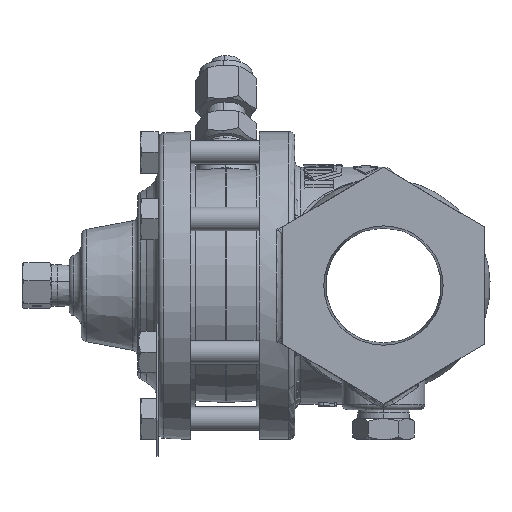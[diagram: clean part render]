
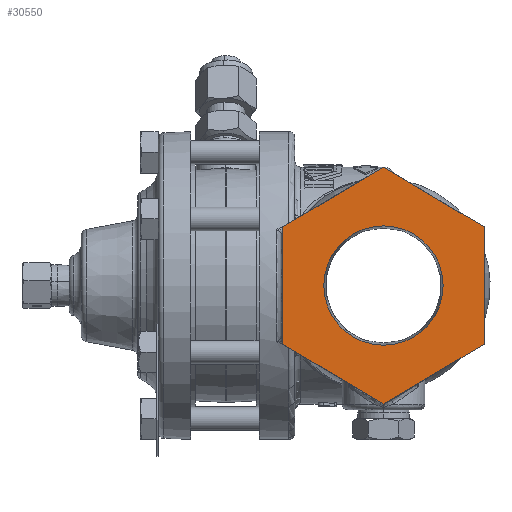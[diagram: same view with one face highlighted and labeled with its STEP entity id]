
A CAD part, left-side view. The second image highlights one B-rep face of the part: STEP entity #30550.
In plain terms, the highlighted planar face has unit normal (-1, 0, 0).
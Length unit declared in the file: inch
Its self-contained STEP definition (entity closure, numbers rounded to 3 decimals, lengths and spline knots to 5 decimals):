
#34 = CARTESIAN_POINT ( 'NONE',  ( -2.1875, 0., 1.25 ) ) ;
#88 = DIRECTION ( 'NONE',  ( 1., 0., 0. ) ) ;
#615 = EDGE_CURVE ( 'NONE', #28946, #11366, #28991, .T. ) ;
#904 = DIRECTION ( 'NONE',  ( 0., 0., 1. ) ) ;
#1090 = FACE_BOUND ( 'NONE', #2279, .T. ) ;
#1301 = DIRECTION ( 'NONE',  ( 0., 0., -1. ) ) ;
#2120 = CARTESIAN_POINT ( 'NONE',  ( -2.1875, -1.0625, -0.6181 ) ) ;
#2279 = EDGE_LOOP ( 'NONE', ( #20198, #28740 ) ) ;
#2748 = CARTESIAN_POINT ( 'NONE',  ( -2.1875, 1.0625, 0.6181 ) ) ;
#2855 = CARTESIAN_POINT ( 'NONE',  ( -2.1875, 0., -1.25 ) ) ;
#2962 = EDGE_CURVE ( 'NONE', #30907, #12440, #23889, .T. ) ;
#3265 = CARTESIAN_POINT ( 'NONE',  ( -2.1875, 0., 1.25 ) ) ;
#3308 = EDGE_CURVE ( 'NONE', #12440, #29117, #17467, .T. ) ;
#3415 = AXIS2_PLACEMENT_3D ( 'NONE', #30780, #15685, #904 ) ;
#3454 = EDGE_CURVE ( 'NONE', #15135, #30907, #9355, .T. ) ;
#3505 = EDGE_CURVE ( 'NONE', #18751, #15135, #27758, .T. ) ;
#4731 = DIRECTION ( 'NONE',  ( 0., -0.859, -0.511 ) ) ;
#4869 = CARTESIAN_POINT ( 'NONE',  ( -2.1875, -1.0625, 0.6181 ) ) ;
#5137 = AXIS2_PLACEMENT_3D ( 'NONE', #29915, #88, #17379 ) ;
#5674 = LINE ( 'NONE', #31916, #18114 ) ;
#5774 = LINE ( 'NONE', #2748, #24977 ) ;
#6925 = FACE_OUTER_BOUND ( 'NONE', #10280, .T. ) ;
#7013 = DIRECTION ( 'NONE',  ( 0., 0.859, 0.511 ) ) ;
#7271 = CARTESIAN_POINT ( 'NONE',  ( -2.1875, -1.0625, 0.6181 ) ) ;
#9355 = LINE ( 'NONE', #7271, #15090 ) ;
#9632 = ORIENTED_EDGE ( 'NONE', *, *, #2962, .F. ) ;
#10280 = EDGE_LOOP ( 'NONE', ( #25636, #25364, #24705, #9632, #28200, #31297 ) ) ;
#10516 = VECTOR ( 'NONE', #1301, 39.37008 ) ;
#11366 = VERTEX_POINT ( 'NONE', #23011 ) ;
#11757 = CARTESIAN_POINT ( 'NONE',  ( -2.1875, 0., 0. ) ) ;
#12440 = VERTEX_POINT ( 'NONE', #2120 ) ;
#13346 = AXIS2_PLACEMENT_3D ( 'NONE', #11757, #29269, #14197 ) ;
#13641 = CARTESIAN_POINT ( 'NONE',  ( -2.1875, 0., -0.62947 ) ) ;
#14197 = DIRECTION ( 'NONE',  ( 0., 0., 1. ) ) ;
#15090 = VECTOR ( 'NONE', #4731, 39.37008 ) ;
#15135 = VERTEX_POINT ( 'NONE', #3265 ) ;
#15685 = DIRECTION ( 'NONE',  ( -1., 0., 0. ) ) ;
#15869 = VECTOR ( 'NONE', #17316, 39.37008 ) ;
#15892 = CARTESIAN_POINT ( 'NONE',  ( -2.1875, 1.0625, -0.6181 ) ) ;
#16326 = CARTESIAN_POINT ( 'NONE',  ( -2.1875, -1.0625, -0.6181 ) ) ;
#17316 = DIRECTION ( 'NONE',  ( 0., -0.859, 0.511 ) ) ;
#17379 = DIRECTION ( 'NONE',  ( 0., 1., 0. ) ) ;
#17467 = LINE ( 'NONE', #2855, #23466 ) ;
#17755 = VERTEX_POINT ( 'NONE', #15892 ) ;
#18114 = VECTOR ( 'NONE', #7013, 39.37008 ) ;
#18751 = VERTEX_POINT ( 'NONE', #30061 ) ;
#19843 = PLANE ( 'NONE',  #5137 ) ;
#20198 = ORIENTED_EDGE ( 'NONE', *, *, #31955, .F. ) ;
#23011 = CARTESIAN_POINT ( 'NONE',  ( -2.1875, 0., 0.62947 ) ) ;
#23466 = VECTOR ( 'NONE', #25421, 39.37008 ) ;
#23889 = LINE ( 'NONE', #16326, #10516 ) ;
#24705 = ORIENTED_EDGE ( 'NONE', *, *, #3308, .F. ) ;
#24977 = VECTOR ( 'NONE', #30195, 39.37008 ) ;
#25364 = ORIENTED_EDGE ( 'NONE', *, *, #31659, .F. ) ;
#25421 = DIRECTION ( 'NONE',  ( 0., 0.859, -0.511 ) ) ;
#25636 = ORIENTED_EDGE ( 'NONE', *, *, #29727, .F. ) ;
#27251 = CARTESIAN_POINT ( 'NONE',  ( -2.1875, 0., -1.25 ) ) ;
#27628 = CIRCLE ( 'NONE', #3415, 0.62947 ) ;
#27758 = LINE ( 'NONE', #34, #15869 ) ;
#28200 = ORIENTED_EDGE ( 'NONE', *, *, #3454, .F. ) ;
#28740 = ORIENTED_EDGE ( 'NONE', *, *, #615, .F. ) ;
#28946 = VERTEX_POINT ( 'NONE', #13641 ) ;
#28991 = CIRCLE ( 'NONE', #13346, 0.62947 ) ;
#29117 = VERTEX_POINT ( 'NONE', #27251 ) ;
#29269 = DIRECTION ( 'NONE',  ( -1., 0., 0. ) ) ;
#29727 = EDGE_CURVE ( 'NONE', #17755, #18751, #5774, .T. ) ;
#29915 = CARTESIAN_POINT ( 'NONE',  ( -2.1875, 1.27367, -1.625 ) ) ;
#30061 = CARTESIAN_POINT ( 'NONE',  ( -2.1875, 1.0625, 0.6181 ) ) ;
#30195 = DIRECTION ( 'NONE',  ( 0., 0., 1. ) ) ;
#30550 = ADVANCED_FACE ( 'NONE', ( #1090, #6925 ), #19843, .F. ) ;
#30780 = CARTESIAN_POINT ( 'NONE',  ( -2.1875, 0., 0. ) ) ;
#30907 = VERTEX_POINT ( 'NONE', #4869 ) ;
#31297 = ORIENTED_EDGE ( 'NONE', *, *, #3505, .F. ) ;
#31659 = EDGE_CURVE ( 'NONE', #29117, #17755, #5674, .T. ) ;
#31916 = CARTESIAN_POINT ( 'NONE',  ( -2.1875, 1.0625, -0.6181 ) ) ;
#31955 = EDGE_CURVE ( 'NONE', #11366, #28946, #27628, .T. ) ;
